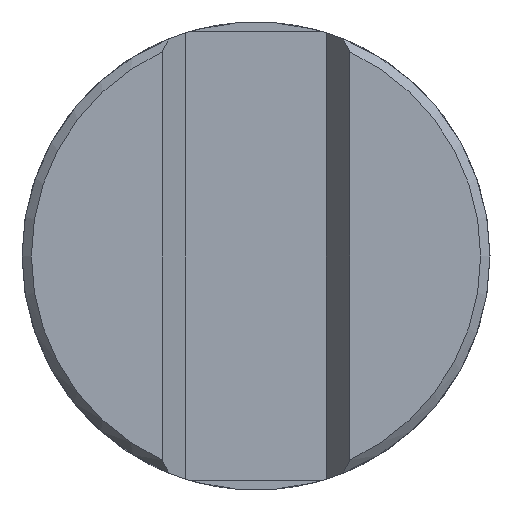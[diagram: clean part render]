
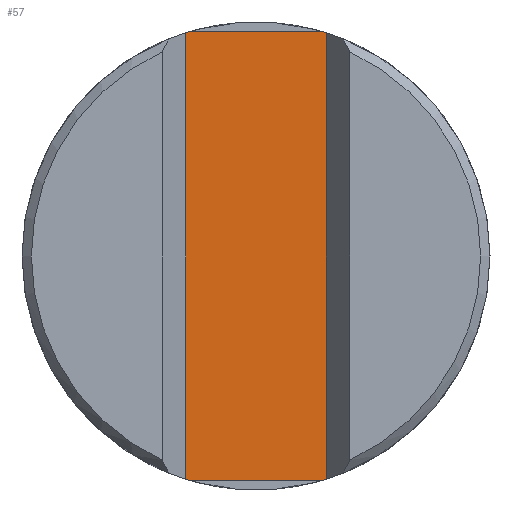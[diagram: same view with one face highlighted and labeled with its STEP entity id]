
A CAD part, front view. The second image highlights one B-rep face of the part: STEP entity #57.
In plain terms, the highlighted planar face has unit normal (0, -1, 0).
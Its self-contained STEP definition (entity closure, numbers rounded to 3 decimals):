
#57=ADVANCED_FACE('',(#110),#111,.F.);
#110=FACE_OUTER_BOUND('',#193,.T.);
#111=PLANE('',#194);
#193=EDGE_LOOP('',(#3963,#3964,#3965,#3966,#3967,#3968,#3969,#3970));
#194=AXIS2_PLACEMENT_3D('',#3971,#3972,#3973);
#3963=ORIENTED_EDGE('',*,*,#4239,.F.);
#3964=ORIENTED_EDGE('',*,*,#4237,.F.);
#3965=ORIENTED_EDGE('',*,*,#4227,.F.);
#3966=ORIENTED_EDGE('',*,*,#4242,.F.);
#3967=ORIENTED_EDGE('',*,*,#4202,.F.);
#3968=ORIENTED_EDGE('',*,*,#4243,.T.);
#3969=ORIENTED_EDGE('',*,*,#4244,.F.);
#3970=ORIENTED_EDGE('',*,*,#4245,.T.);
#3971=CARTESIAN_POINT('',(0.75,0.375,-3.0));
#3972=DIRECTION('',(-0.0,1.0,0.0));
#3973=DIRECTION('',(1.0,0.0,0.0));
#4202=EDGE_CURVE('',#4312,#4314,#4315,.T.);
#4227=EDGE_CURVE('',#4362,#4364,#4365,.T.);
#4237=EDGE_CURVE('',#4364,#4381,#4382,.T.);
#4239=EDGE_CURVE('',#4381,#4384,#4385,.T.);
#4242=EDGE_CURVE('',#4314,#4362,#4389,.T.);
#4243=EDGE_CURVE('',#4312,#4390,#4391,.T.);
#4244=EDGE_CURVE('',#4392,#4390,#4393,.T.);
#4245=EDGE_CURVE('',#4392,#4384,#4394,.T.);
#4312=VERTEX_POINT('',#4489);
#4314=VERTEX_POINT('',#4496);
#4315=CIRCLE('',#4497,2.5);
#4362=VERTEX_POINT('',#4560);
#4364=VERTEX_POINT('',#4563);
#4365=CIRCLE('',#4564,2.5);
#4381=VERTEX_POINT('',#4595);
#4382=LINE('',#4596,#4597);
#4384=VERTEX_POINT('',#4604);
#4385=CIRCLE('',#4605,2.5);
#4389=LINE('',#4610,#4611);
#4390=VERTEX_POINT('',#4612);
#4391=LINE('',#4613,#4614);
#4392=VERTEX_POINT('',#4615);
#4393=CIRCLE('',#4616,2.5);
#4394=LINE('',#4617,#4618);
#4489=CARTESIAN_POINT('',(0.75,0.375,-2.385));
#4496=CARTESIAN_POINT('',(0.7,0.375,-2.4));
#4497=AXIS2_PLACEMENT_3D('',#6488,#6489,#6490);
#4560=CARTESIAN_POINT('',(-0.7,0.375,-2.4));
#4563=CARTESIAN_POINT('',(-0.75,0.375,-2.385));
#4564=AXIS2_PLACEMENT_3D('',#6539,#6540,#6541);
#4595=CARTESIAN_POINT('',(-0.75,0.375,2.385));
#4596=CARTESIAN_POINT('',(-0.75,0.375,-2.385));
#4597=VECTOR('',#6556,4.77);
#4604=CARTESIAN_POINT('',(-0.7,0.375,2.4));
#4605=AXIS2_PLACEMENT_3D('',#6557,#6558,#6559);
#4610=CARTESIAN_POINT('',(0.7,0.375,-2.4));
#4611=VECTOR('',#6564,1.4);
#4612=CARTESIAN_POINT('',(0.75,0.375,2.385));
#4613=CARTESIAN_POINT('',(0.75,0.375,-2.385));
#4614=VECTOR('',#6565,4.77);
#4615=CARTESIAN_POINT('',(0.7,0.375,2.4));
#4616=AXIS2_PLACEMENT_3D('',#6566,#6567,#6568);
#4617=CARTESIAN_POINT('',(0.7,0.375,2.4));
#4618=VECTOR('',#6569,1.4);
#6488=CARTESIAN_POINT('',(0.0,0.375,0.0));
#6489=DIRECTION('',(0.0,1.0,0.0));
#6490=DIRECTION('',(0.3,0.0,-0.954));
#6539=CARTESIAN_POINT('',(0.0,0.375,0.0));
#6540=DIRECTION('',(0.0,1.0,0.0));
#6541=DIRECTION('',(-0.28,0.0,-0.96));
#6556=DIRECTION('',(0.0,0.0,1.0));
#6557=CARTESIAN_POINT('',(0.0,0.375,0.0));
#6558=DIRECTION('',(0.0,1.0,0.0));
#6559=DIRECTION('',(-0.3,0.0,0.954));
#6564=DIRECTION('',(-1.0,0.0,0.0));
#6565=DIRECTION('',(0.0,0.0,1.0));
#6566=CARTESIAN_POINT('',(0.0,0.375,0.0));
#6567=DIRECTION('',(-0.0,1.0,0.0));
#6568=DIRECTION('',(0.28,0.0,0.96));
#6569=DIRECTION('',(-1.0,0.0,0.0));
